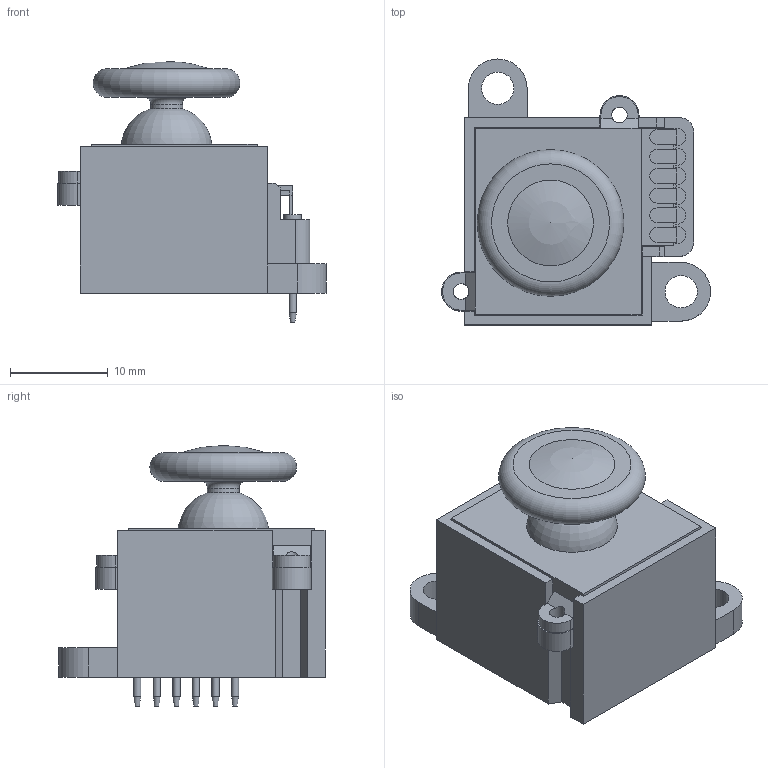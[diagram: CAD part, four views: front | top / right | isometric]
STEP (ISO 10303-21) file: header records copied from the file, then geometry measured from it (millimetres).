
FILE_DESCRIPTION(/* description */ ('STEP AP242','CAx-IF Rec.Pracs.---Representation and Presentation of Product Manufacturing Information (PMI)---4.0---2014-10-13','CAx-IF Rec.Pracs.---3D Tessellated Geometry---0.4---2014-09-14','2;1'),/* implementation_level */ '2;1');
FILE_NAME(/* name */ '6904377c8bc89dd5f202e736',/* time_stamp */ '2025-10-31T04:13:48Z',/* author */ (''),/* organization */ (''),/* preprocessor_version */ 'ST-DEVELOPER v20',/* originating_system */ 'ONSHAPE BY PTC INC, 1.205',/* authorisation */ ' ');
FILE_SCHEMA (('AP242_MANAGED_MODEL_BASED_3D_ENGINEERING_MIM_LF { 1 0 10303 442 1 1 4 }'));
Length unit declared in the file: metre
Products named in the file (14): Part 9; Part 2; Part 10; Part 3; JP19 v5; Part 11; Part 4; Part 12; Part 5; Part 13; Part 6; Part 14; Part 7; Part 8
Bounding box: 27.5 x 27.2 x 26.68 mm (x, y, z)
Volume: 7372.8 mm3; surface area: 4965.7 mm2
Topology: 14 solids, 14 shells, 206 faces, 518 edges, 342 vertices
Faces by surface type: plane 157, cylinder 39, cone 6, torus 3, sphere 1
Full cylindrical faces by diameter (mm): 0.75 x6, 1.6 x2, 1.8 x14, 3.277 x1, 3.3 x2
Entity records: 6780 total; most frequent: CARTESIAN_POINT 1035, DIRECTION 1009, ORIENTED_EDGE 956, EDGE_CURVE 478, LINE 387, VECTOR 387, VERTEX_POINT 337, AXIS2_PLACEMENT_3D 311
